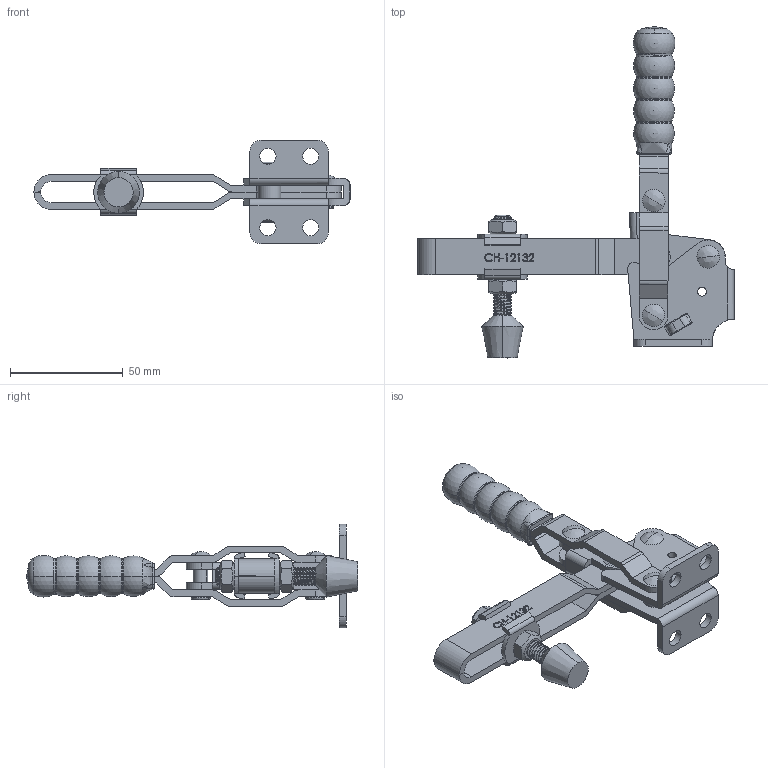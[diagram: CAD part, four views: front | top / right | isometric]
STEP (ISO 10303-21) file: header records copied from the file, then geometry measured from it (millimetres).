
FILE_DESCRIPTION (( 'STEP AP203' ), '1' );
FILE_NAME ('CH-12132.STEP', '2017-11-08T06:13:28', ( 'Windows' ), ( 'Microsoft' ), 'SwSTEP 2.0', 'SolidWorks 2015', '' );
FILE_SCHEMA (( 'CONFIG_CONTROL_DESIGN' ));
Length unit declared in the file: millimetre
Products named in the file (12): CH-12132; CH-12130-08; CH-12130-03 STRAIGHT HANDLE; CH-12130-04 CONNECTING-PLATE; CH-FW-516; CH-12132-02 LONG U-BAR; CH-FC-56212 Nut; CH-12130-06; CH-FC-56212 SPINDLE SUPPLIED; CH-12130-05; CH-12130綵竄忒梟杶; CH-12130-01 FLANGED BASE
Assembly tree (15 placements, depth 2):
  CH-12132
    CH-12130-06  x2
    CH-12130-05
    CH-12130-01 FLANGED BASE
    CH-12130-08  x2
    CH-12130-03 STRAIGHT HANDLE
    CH-12130-04 CONNECTING-PLATE
    CH-FW-516  x2
    CH-12132-02 LONG U-BAR
    CH-FC-56212 Nut  x2
    CH-FC-56212 SPINDLE SUPPLIED
    CH-12130綵竄忒梟杶
Bounding box: 140.5 x 147.54 x 46 mm (x, y, z)
Volume: 58093.8 mm3; surface area: 47087.6 mm2
Topology: 17 solids, 17 shells, 860 faces, 2342 edges, 1524 vertices
Faces by surface type: plane 308, cylinder 244, bspline 199, torus 52, cone 43, sphere 14
Entity records: 36728 total; most frequent: CARTESIAN_POINT 17102, ORIENTED_EDGE 4208, DIRECTION 3199, EDGE_CURVE 2104, VERTEX_POINT 1383, VECTOR 1071, LINE 1071, AXIS2_PLACEMENT_3D 1064
